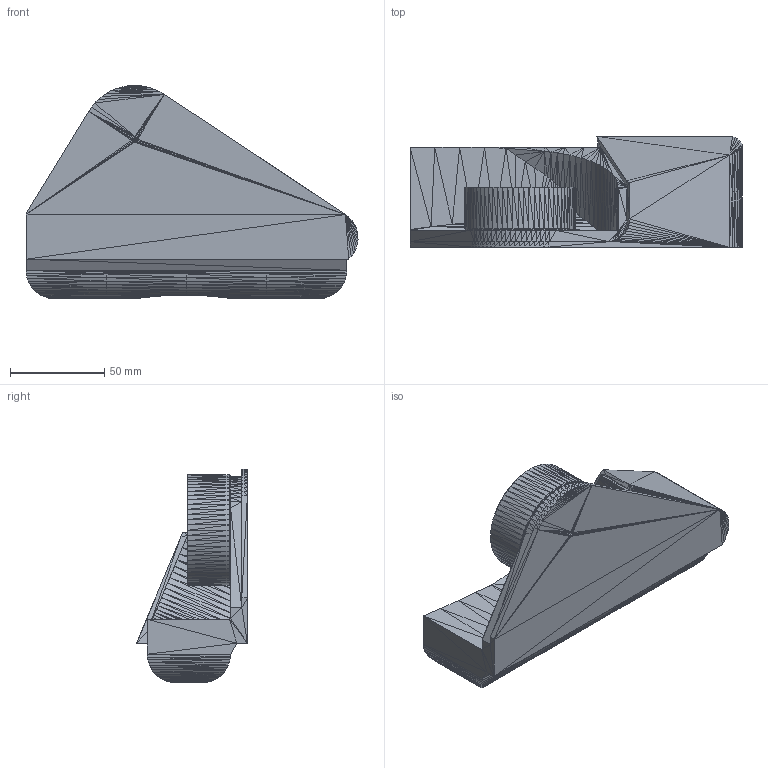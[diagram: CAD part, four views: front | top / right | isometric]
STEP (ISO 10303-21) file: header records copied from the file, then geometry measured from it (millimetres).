
FILE_DESCRIPTION((''),'2;1');
FILE_NAME('right_foot', '2024-12-17T09:19:15', (''), (''), 'ImageToStl.com STEP Converter','', '');
FILE_SCHEMA(('AUTOMOTIVE_DESIGN_CC2'));
Length unit declared in the file: metre
Products named in the file (1): product0
Bounding box: 175.93 x 58.74 x 112.92 mm (x, y, z)
Surface area: 53869.3 mm2 (no closed solid volume)
Topology: 0 solids, 1692 shells, 1692 faces, 5076 edges, 852 vertices
Faces by surface type: plane 1692
Entity records: 40655 total; most frequent: DIRECTION 8462, ORIENTED_EDGE 5076, EDGE_CURVE 5076, LINE 5076, VECTOR 5076, AXIS2_PLACEMENT_3D 1693, STYLED_ITEM 1693, FACE_SURFACE 1692
